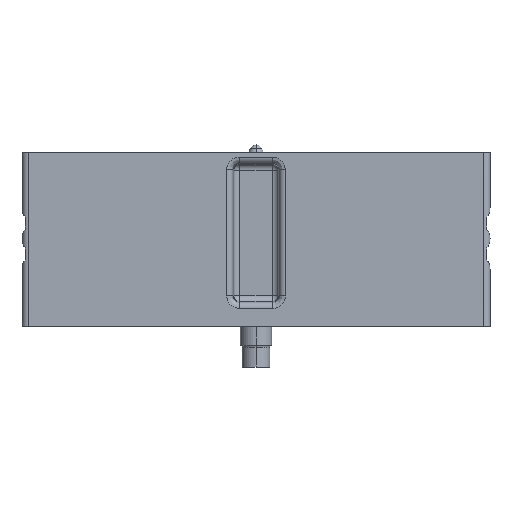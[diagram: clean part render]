
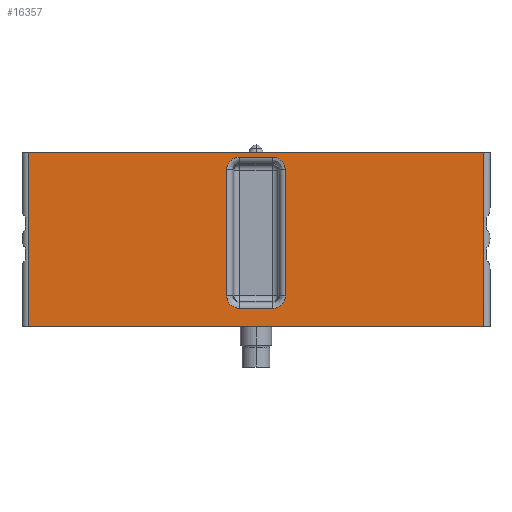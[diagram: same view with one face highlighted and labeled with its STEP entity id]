
A CAD part, front view. The second image highlights one B-rep face of the part: STEP entity #16357.
In plain terms, the highlighted planar face has unit normal (0, -1, 0).
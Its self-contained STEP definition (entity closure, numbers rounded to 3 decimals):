
#33=DIRECTION('',(1.,0.,0.));
#34=VECTOR('',#33,72.9);
#35=CARTESIAN_POINT('',(-36.45,-8.1,0.));
#36=LINE('',#35,#34);
#194=DIRECTION('',(1.,0.,0.));
#195=VECTOR('',#194,72.9);
#196=CARTESIAN_POINT('',(-36.45,-8.1,27.96));
#197=LINE('',#196,#195);
#1053=DIRECTION('',(0.,0.,-1.));
#1054=VECTOR('',#1053,27.96);
#1055=CARTESIAN_POINT('',(36.45,-8.1,27.96));
#1056=LINE('',#1055,#1054);
#1057=DIRECTION('',(0.,0.,-1.));
#1058=VECTOR('',#1057,27.96);
#1059=CARTESIAN_POINT('',(-36.45,-8.1,27.96));
#1060=LINE('',#1059,#1058);
#1061=CARTESIAN_POINT('',(-4.679,-8.1,
25.146));
#1062=CARTESIAN_POINT('',(-4.679,-8.1,
25.211));
#1063=CARTESIAN_POINT('',(-4.673,-8.1,
25.34));
#1064=CARTESIAN_POINT('',(-4.644,-8.1,
25.534));
#1065=CARTESIAN_POINT('',(-4.597,-8.1,
25.725));
#1066=CARTESIAN_POINT('',(-4.531,-8.1,
25.911));
#1067=CARTESIAN_POINT('',(-4.447,-8.1,
26.088));
#1068=CARTESIAN_POINT('',(-4.346,-8.1,
26.256));
#1069=CARTESIAN_POINT('',(-4.23,-8.1,
26.413));
#1070=CARTESIAN_POINT('',(-4.098,-8.1,
26.559));
#1071=CARTESIAN_POINT('',(-3.953,-8.1,
26.69));
#1072=CARTESIAN_POINT('',(-3.796,-8.1,
26.807));
#1073=CARTESIAN_POINT('',(-3.628,-8.1,
26.907));
#1074=CARTESIAN_POINT('',(-3.45,-8.1,
26.991));
#1075=CARTESIAN_POINT('',(-3.265,-8.1,
27.057));
#1076=CARTESIAN_POINT('',(-3.074,-8.1,
27.104));
#1077=CARTESIAN_POINT('',(-2.88,-8.1,
27.133));
#1078=CARTESIAN_POINT('',(-2.751,-8.1,
27.139));
#1079=CARTESIAN_POINT('',(-2.686,-8.1,
27.139));
#1081=DIRECTION('',(0.,0.,1.));
#1082=VECTOR('',#1081,20.223);
#1083=CARTESIAN_POINT('',(-4.679,-8.1,
4.924));
#1084=LINE('',#1083,#1082);
#1085=CARTESIAN_POINT('',(-2.686,-8.1,
2.931));
#1086=CARTESIAN_POINT('',(-2.751,-8.1,
2.931));
#1087=CARTESIAN_POINT('',(-2.88,-8.1,
2.937));
#1088=CARTESIAN_POINT('',(-3.074,-8.1,
2.966));
#1089=CARTESIAN_POINT('',(-3.265,-8.1,
3.013));
#1090=CARTESIAN_POINT('',(-3.451,-8.1,
3.079));
#1091=CARTESIAN_POINT('',(-3.628,-8.1,
3.163));
#1092=CARTESIAN_POINT('',(-3.796,-8.1,
3.264));
#1093=CARTESIAN_POINT('',(-3.953,-8.1,
3.38));
#1094=CARTESIAN_POINT('',(-4.099,-8.1,
3.512));
#1095=CARTESIAN_POINT('',(-4.23,-8.1,
3.657));
#1096=CARTESIAN_POINT('',(-4.347,-8.1,
3.814));
#1097=CARTESIAN_POINT('',(-4.447,-8.1,
3.982));
#1098=CARTESIAN_POINT('',(-4.531,-8.1,
4.16));
#1099=CARTESIAN_POINT('',(-4.597,-8.1,
4.345));
#1100=CARTESIAN_POINT('',(-4.644,-8.1,
4.536));
#1101=CARTESIAN_POINT('',(-4.673,-8.1,
4.73));
#1102=CARTESIAN_POINT('',(-4.679,-8.1,
4.859));
#1103=CARTESIAN_POINT('',(-4.679,-8.1,
4.924));
#1105=DIRECTION('',(-1.,0.,0.));
#1106=VECTOR('',#1105,5.373);
#1107=CARTESIAN_POINT('',(2.686,-8.1,2.931));
#1108=LINE('',#1107,#1106);
#1109=CARTESIAN_POINT('',(4.679,-8.1,4.924));
#1110=CARTESIAN_POINT('',(4.679,-8.1,4.859));
#1111=CARTESIAN_POINT('',(4.673,-8.1,4.73));
#1112=CARTESIAN_POINT('',(4.644,-8.1,4.536));
#1113=CARTESIAN_POINT('',(4.597,-8.1,4.345));
#1114=CARTESIAN_POINT('',(4.531,-8.1,4.159));
#1115=CARTESIAN_POINT('',(4.447,-8.1,3.982));
#1116=CARTESIAN_POINT('',(4.346,-8.1,3.814));
#1117=CARTESIAN_POINT('',(4.23,-8.1,3.657));
#1118=CARTESIAN_POINT('',(4.098,-8.1,3.511));
#1119=CARTESIAN_POINT('',(3.953,-8.1,3.38));
#1120=CARTESIAN_POINT('',(3.796,-8.1,3.263));
#1121=CARTESIAN_POINT('',(3.628,-8.1,3.163));
#1122=CARTESIAN_POINT('',(3.45,-8.1,3.079));
#1123=CARTESIAN_POINT('',(3.265,-8.1,3.013));
#1124=CARTESIAN_POINT('',(3.074,-8.1,2.966));
#1125=CARTESIAN_POINT('',(2.88,-8.1,2.937));
#1126=CARTESIAN_POINT('',(2.751,-8.1,2.931));
#1127=CARTESIAN_POINT('',(2.686,-8.1,2.931));
#1129=DIRECTION('',(0.,0.,-1.));
#1130=VECTOR('',#1129,20.223);
#1131=CARTESIAN_POINT('',(4.679,-8.1,25.146));
#1132=LINE('',#1131,#1130);
#1133=CARTESIAN_POINT('',(2.686,-8.1,27.139));
#1134=CARTESIAN_POINT('',(2.751,-8.1,27.139));
#1135=CARTESIAN_POINT('',(2.88,-8.1,27.133));
#1136=CARTESIAN_POINT('',(3.074,-8.1,27.104));
#1137=CARTESIAN_POINT('',(3.265,-8.1,27.057));
#1138=CARTESIAN_POINT('',(3.451,-8.1,26.991));
#1139=CARTESIAN_POINT('',(3.628,-8.1,26.907));
#1140=CARTESIAN_POINT('',(3.796,-8.1,26.806));
#1141=CARTESIAN_POINT('',(3.953,-8.1,26.69));
#1142=CARTESIAN_POINT('',(4.099,-8.1,26.558));
#1143=CARTESIAN_POINT('',(4.23,-8.1,26.413));
#1144=CARTESIAN_POINT('',(4.347,-8.1,26.256));
#1145=CARTESIAN_POINT('',(4.447,-8.1,26.088));
#1146=CARTESIAN_POINT('',(4.531,-8.1,25.91));
#1147=CARTESIAN_POINT('',(4.597,-8.1,25.725));
#1148=CARTESIAN_POINT('',(4.644,-8.1,25.534));
#1149=CARTESIAN_POINT('',(4.673,-8.1,25.34));
#1150=CARTESIAN_POINT('',(4.679,-8.1,25.211));
#1151=CARTESIAN_POINT('',(4.679,-8.1,25.146));
#1153=DIRECTION('',(1.,0.,0.));
#1154=VECTOR('',#1153,5.373);
#1155=CARTESIAN_POINT('',(-2.686,-8.1,
27.139));
#1156=LINE('',#1155,#1154);
#15295=VERTEX_POINT('',#1061);
#15296=VERTEX_POINT('',#1079);
#15299=CARTESIAN_POINT('',(2.686,-8.1,
27.139));
#15300=VERTEX_POINT('',#15299);
#15303=VERTEX_POINT('',#1151);
#15305=CARTESIAN_POINT('',(4.679,-8.1,
4.924));
#15306=VERTEX_POINT('',#15305);
#15309=VERTEX_POINT('',#1127);
#15311=CARTESIAN_POINT('',(-2.686,-8.1,
2.931));
#15312=VERTEX_POINT('',#15311);
#15315=VERTEX_POINT('',#1103);
#15318=CARTESIAN_POINT('',(36.45,-8.1,0.));
#15320=VERTEX_POINT('',#15318);
#15321=CARTESIAN_POINT('',(36.45,-8.1,27.96));
#15322=VERTEX_POINT('',#15321);
#15341=CARTESIAN_POINT('',(-36.45,-8.1,0.));
#15343=VERTEX_POINT('',#15341);
#15346=CARTESIAN_POINT('',(-36.45,-8.1,27.96));
#15348=VERTEX_POINT('',#15346);
#16327=CARTESIAN_POINT('',(-37.45,-8.1,0.));
#16328=DIRECTION('',(0.,-1.,0.));
#16329=DIRECTION('',(1.,0.,0.));
#16330=AXIS2_PLACEMENT_3D('',#16327,#16328,#16329);
#16331=PLANE('',#16330);
#16332=ORIENTED_EDGE('',*,*,#15701,.T.);
#16333=ORIENTED_EDGE('',*,*,#15668,.F.);
#16335=ORIENTED_EDGE('',*,*,#16334,.F.);
#16336=ORIENTED_EDGE('',*,*,#15848,.T.);
#16337=EDGE_LOOP('',(#16332,#16333,#16335,#16336));
#16338=FACE_OUTER_BOUND('',#16337,.F.);
#16340=ORIENTED_EDGE('',*,*,#16339,.F.);
#16342=ORIENTED_EDGE('',*,*,#16341,.F.);
#16344=ORIENTED_EDGE('',*,*,#16343,.F.);
#16346=ORIENTED_EDGE('',*,*,#16345,.F.);
#16348=ORIENTED_EDGE('',*,*,#16347,.F.);
#16350=ORIENTED_EDGE('',*,*,#16349,.F.);
#16352=ORIENTED_EDGE('',*,*,#16351,.F.);
#16354=ORIENTED_EDGE('',*,*,#16353,.F.);
#16355=EDGE_LOOP('',(#16340,#16342,#16344,#16346,#16348,#16350,#16352,#16354));
#16356=FACE_BOUND('',#16355,.F.);
#16357=ADVANCED_FACE('',(#16338,#16356),#16331,.T.);
#1080=B_SPLINE_CURVE_WITH_KNOTS('',3,(#1061,#1062,#1063,#1064,#1065,#1066,#1067,
#1068,#1069,#1070,#1071,#1072,#1073,#1074,#1075,#1076,#1077,#1078,#1079),
.UNSPECIFIED.,.F.,.F.,(4,1,1,1,1,1,1,1,1,1,1,1,1,1,1,1,4),(0.,0.063,0.125,
0.188,0.25,0.313,0.375,0.438,0.5,0.563,0.625,0.688,
0.75,0.813,0.875,0.938,1.),.UNSPECIFIED.);
#1104=B_SPLINE_CURVE_WITH_KNOTS('',3,(#1085,#1086,#1087,#1088,#1089,#1090,#1091,
#1092,#1093,#1094,#1095,#1096,#1097,#1098,#1099,#1100,#1101,#1102,#1103),
.UNSPECIFIED.,.F.,.F.,(4,1,1,1,1,1,1,1,1,1,1,1,1,1,1,1,4),(0.,0.063,0.125,
0.188,0.25,0.313,0.375,0.438,0.5,0.563,0.625,0.688,
0.75,0.813,0.875,0.938,1.),.UNSPECIFIED.);
#1128=B_SPLINE_CURVE_WITH_KNOTS('',3,(#1109,#1110,#1111,#1112,#1113,#1114,#1115,
#1116,#1117,#1118,#1119,#1120,#1121,#1122,#1123,#1124,#1125,#1126,#1127),
.UNSPECIFIED.,.F.,.F.,(4,1,1,1,1,1,1,1,1,1,1,1,1,1,1,1,4),(0.,0.063,0.125,
0.188,0.25,0.313,0.375,0.438,0.5,0.563,0.625,0.688,
0.75,0.813,0.875,0.938,1.),.UNSPECIFIED.);
#1152=B_SPLINE_CURVE_WITH_KNOTS('',3,(#1133,#1134,#1135,#1136,#1137,#1138,#1139,
#1140,#1141,#1142,#1143,#1144,#1145,#1146,#1147,#1148,#1149,#1150,#1151),
.UNSPECIFIED.,.F.,.F.,(4,1,1,1,1,1,1,1,1,1,1,1,1,1,1,1,4),(0.,0.063,0.125,
0.188,0.25,0.313,0.375,0.438,0.5,0.563,0.625,0.688,
0.75,0.813,0.875,0.938,1.),.UNSPECIFIED.);
#15668=EDGE_CURVE('',#15343,#15320,#36,.T.);
#15701=EDGE_CURVE('',#15322,#15320,#1056,.T.);
#15848=EDGE_CURVE('',#15348,#15322,#197,.T.);
#16334=EDGE_CURVE('',#15348,#15343,#1060,.T.);
#16339=EDGE_CURVE('',#15295,#15296,#1080,.T.);
#16341=EDGE_CURVE('',#15315,#15295,#1084,.T.);
#16343=EDGE_CURVE('',#15312,#15315,#1104,.T.);
#16345=EDGE_CURVE('',#15309,#15312,#1108,.T.);
#16347=EDGE_CURVE('',#15306,#15309,#1128,.T.);
#16349=EDGE_CURVE('',#15303,#15306,#1132,.T.);
#16351=EDGE_CURVE('',#15300,#15303,#1152,.T.);
#16353=EDGE_CURVE('',#15296,#15300,#1156,.T.);
